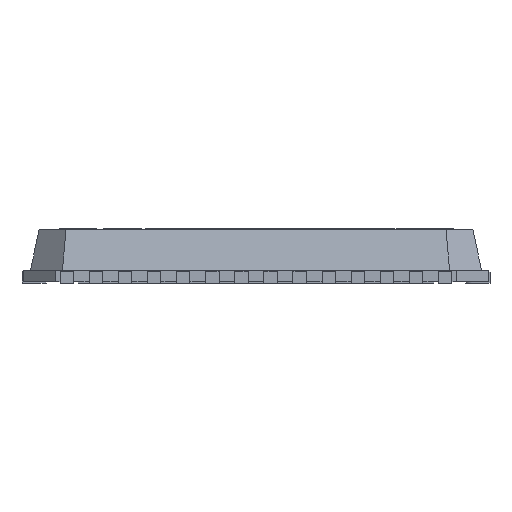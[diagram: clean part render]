
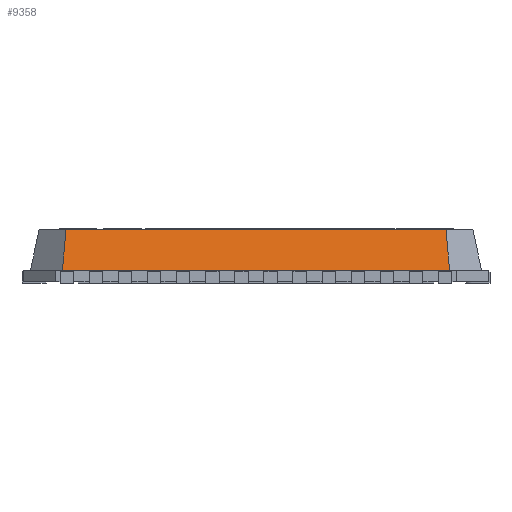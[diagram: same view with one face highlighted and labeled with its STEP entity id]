
A CAD part, front view. The second image highlights one B-rep face of the part: STEP entity #9358.
In plain terms, the highlighted planar face has unit normal (0, -0.978, 0.208).
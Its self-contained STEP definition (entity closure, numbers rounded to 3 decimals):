
#338 = VECTOR ( 'NONE', #15919, 1000. ) ;
#644 = DIRECTION ( 'NONE',  ( 0.086, -0.207, -0.975 ) ) ;
#870 = DIRECTION ( 'NONE',  ( -0.086, -0.207, -0.975 ) ) ;
#1473 = ORIENTED_EDGE ( 'NONE', *, *, #1642, .F. ) ;
#1642 = EDGE_CURVE ( 'NONE', #12972, #9735, #12583, .T. ) ;
#2305 = CARTESIAN_POINT ( 'NONE',  ( 7.325, 0.125, 0.2 ) ) ;
#6211 = VECTOR ( 'NONE', #644, 1000. ) ;
#6455 = DIRECTION ( 'NONE',  ( 0., -0.978, 0.208 ) ) ;
#6797 = EDGE_LOOP ( 'NONE', ( #17571, #17002, #1473, #27943 ) ) ;
#9139 = LINE ( 'NONE', #29739, #338 ) ;
#9358 = ADVANCED_FACE ( 'NONE', ( #27970 ), #25774, .T. ) ;
#9735 = VERTEX_POINT ( 'NONE', #2305 ) ;
#11225 = DIRECTION ( 'NONE',  ( 0., -0.208, -0.978 ) ) ;
#12583 = LINE ( 'NONE', #23890, #6211 ) ;
#12972 = VERTEX_POINT ( 'NONE', #23708 ) ;
#13128 = VERTEX_POINT ( 'NONE', #29601 ) ;
#14852 = LINE ( 'NONE', #17288, #29670 ) ;
#15919 = DIRECTION ( 'NONE',  ( 1., 0., 0. ) ) ;
#17002 = ORIENTED_EDGE ( 'NONE', *, *, #23120, .T. ) ;
#17288 = CARTESIAN_POINT ( 'NONE',  ( 0.737, 0.274, 0.9 ) ) ;
#17571 = ORIENTED_EDGE ( 'NONE', *, *, #22096, .T. ) ;
#17910 = VERTEX_POINT ( 'NONE', #21105 ) ;
#18914 = VECTOR ( 'NONE', #22404, 1000. ) ;
#19764 = EDGE_CURVE ( 'NONE', #13128, #12972, #27524, .T. ) ;
#21105 = CARTESIAN_POINT ( 'NONE',  ( 0.675, 0.125, 0.2 ) ) ;
#21262 = CARTESIAN_POINT ( 'NONE',  ( 7.875, 0.125, 0.2 ) ) ;
#22096 = EDGE_CURVE ( 'NONE', #13128, #17910, #14852, .T. ) ;
#22404 = DIRECTION ( 'NONE',  ( 1., 0., 0. ) ) ;
#23120 = EDGE_CURVE ( 'NONE', #17910, #9735, #9139, .T. ) ;
#23708 = CARTESIAN_POINT ( 'NONE',  ( 7.263, 0.274, 0.9 ) ) ;
#23890 = CARTESIAN_POINT ( 'NONE',  ( 7.263, 0.274, 0.9 ) ) ;
#25774 = PLANE ( 'NONE',  #29619 ) ;
#27524 = LINE ( 'NONE', #29570, #18914 ) ;
#27943 = ORIENTED_EDGE ( 'NONE', *, *, #19764, .F. ) ;
#27970 = FACE_OUTER_BOUND ( 'NONE', #6797, .T. ) ;
#29570 = CARTESIAN_POINT ( 'NONE',  ( 4., 0.274, 0.9 ) ) ;
#29601 = CARTESIAN_POINT ( 'NONE',  ( 0.737, 0.274, 0.9 ) ) ;
#29619 = AXIS2_PLACEMENT_3D ( 'NONE', #21262, #6455, #11225 ) ;
#29670 = VECTOR ( 'NONE', #870, 1000. ) ;
#29739 = CARTESIAN_POINT ( 'NONE',  ( 7.875, 0.125, 0.2 ) ) ;
